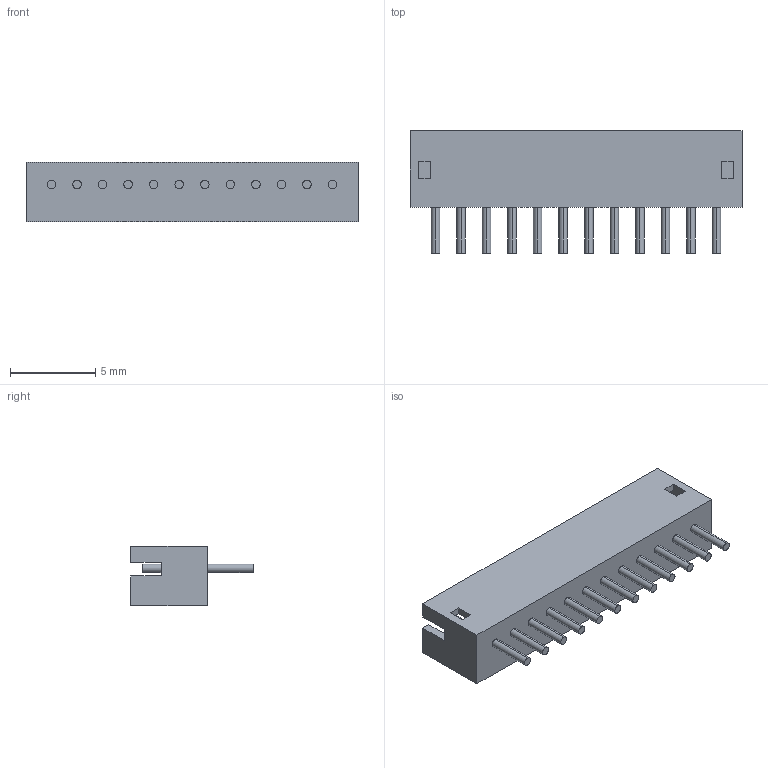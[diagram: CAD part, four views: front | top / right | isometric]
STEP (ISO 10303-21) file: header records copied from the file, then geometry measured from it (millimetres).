
FILE_DESCRIPTION (( 'STEP AP214' ), '1' );
FILE_NAME ('B12B-ZR.STEP', '2010-06-16T04:53:01', ( ' ' ), ( ' ' ), 'SwSTEP 2.0', 'SolidWorks 2005235', '' );
FILE_SCHEMA (( 'AUTOMOTIVE_DESIGN' ));
Length unit declared in the file: millimetre
Products named in the file (1): B12B-ZR
Bounding box: 19.5 x 7.2 x 3.5 mm (x, y, z)
Volume: 155.6 mm3; surface area: 577.4 mm2
Topology: 1 solids, 1 shells, 98 faces, 222 edges, 148 vertices
Faces by surface type: plane 50, cylinder 48
Entity records: 3891 total; most frequent: DIRECTION 516, CARTESIAN_POINT 469, ORIENTED_EDGE 444, EDGE_CURVE 222, AXIS2_PLACEMENT_3D 195, VERTEX_POINT 148, VECTOR 126, LINE 126
